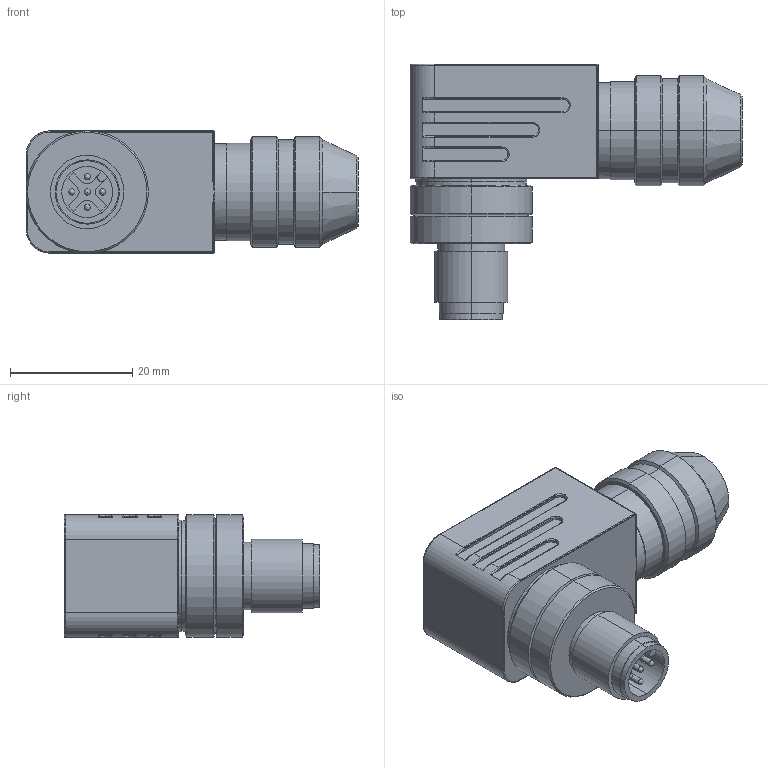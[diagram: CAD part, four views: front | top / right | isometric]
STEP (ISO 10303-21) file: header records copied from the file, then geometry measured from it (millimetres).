
FILE_DESCRIPTION (( 'STEP AP214' ), '1' );
FILE_NAME ('7000-13361-0000000.step', '2016-05-09T18:39:43', ( '' ), ( '' ), 'SwSTEP 2.0', 'SolidWorks 2015', '' );
FILE_SCHEMA (( 'AUTOMOTIVE_DESIGN' ));
Length unit declared in the file: millimetre
Products named in the file (1): 7000-13361-0000000
Bounding box: 54.25 x 41.8 x 20 mm (x, y, z)
Volume: 19922.7 mm3; surface area: 6904.1 mm2
Topology: 3 solids, 3 shells, 233 faces, 567 edges, 341 vertices
Faces by surface type: cylinder 116, plane 53, bspline 38, cone 25, sphere 1
Entity records: 10052 total; most frequent: CARTESIAN_POINT 2182, DIRECTION 1173, ORIENTED_EDGE 1102, EDGE_CURVE 551, AXIS2_PLACEMENT_3D 473, VERTEX_POINT 340, CIRCLE 277, EDGE_LOOP 249
